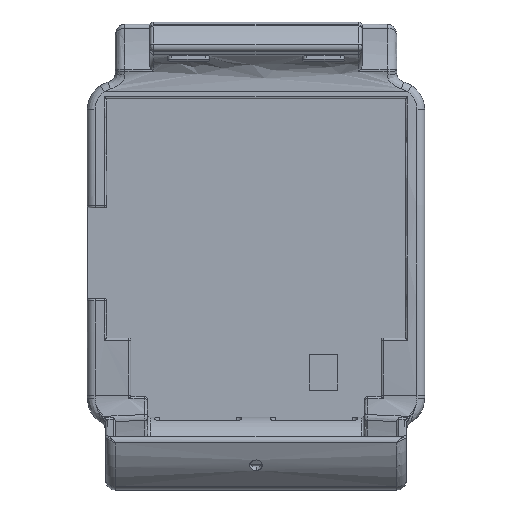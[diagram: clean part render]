
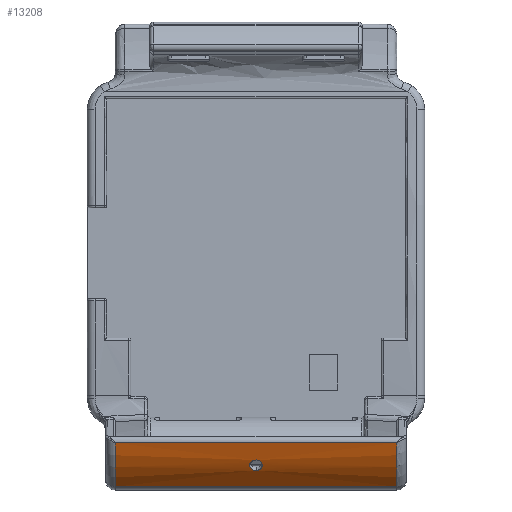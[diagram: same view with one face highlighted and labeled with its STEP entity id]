
A CAD part, front view. The second image highlights one B-rep face of the part: STEP entity #13208.
In plain terms, the highlighted cylindrical face has radius 10 mm (diameter 20 mm), a partial arc.
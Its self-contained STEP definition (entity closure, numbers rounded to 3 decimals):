
#242 = EDGE_LOOP ( 'NONE', ( #3110, #3688 ) ) ;
#334 = CARTESIAN_POINT ( 'NONE',  ( 0.4, -3.884, -23.426 ) ) ;
#599 = DIRECTION ( 'NONE',  ( 0., 0., 1. ) ) ;
#1275 = VECTOR ( 'NONE', #6107, 1000. ) ;
#1399 = CARTESIAN_POINT ( 'NONE',  ( 0.65, -4.087, -23.142 ) ) ;
#1770 = EDGE_CURVE ( 'NONE', #11252, #7875, #9417, .T. ) ;
#1793 = B_SPLINE_CURVE_WITH_KNOTS ( 'NONE', 3,
 ( #2423, #11968, #13035, #6682, #334, #7750, #1399, #8818, #2469, #9891, #3536, #10939, #4613, #12016, #5667, #13079 ),
 .UNSPECIFIED., .F., .F.,
 ( 4, 2, 2, 2, 2, 2, 2, 4 ),
 ( 0., 0., 0.001, 0.001, 0.001, 0.002, 0.002, 0.002 ),
 .UNSPECIFIED. ) ;
#1913 = CARTESIAN_POINT ( 'NONE',  ( -0.339, -4.486, -22.507 ) ) ;
#2074 = CYLINDRICAL_SURFACE ( 'NONE', #7921, 10. ) ;
#2226 = VERTEX_POINT ( 'NONE', #13414 ) ;
#2423 = CARTESIAN_POINT ( 'NONE',  ( 0., -3.805, -23.531 ) ) ;
#2469 = CARTESIAN_POINT ( 'NONE',  ( 0.633, -4.273, -22.858 ) ) ;
#2718 = FACE_OUTER_BOUND ( 'NONE', #6886, .T. ) ;
#2976 = CARTESIAN_POINT ( 'NONE',  ( -0.568, -4.357, -22.723 ) ) ;
#3110 = ORIENTED_EDGE ( 'NONE', *, *, #3810, .F. ) ;
#3275 = CARTESIAN_POINT ( 'NONE',  ( 14.6, -2.183, -25.22 ) ) ;
#3536 = CARTESIAN_POINT ( 'NONE',  ( 0.52, -4.394, -22.663 ) ) ;
#3688 = ORIENTED_EDGE ( 'NONE', *, *, #8560, .F. ) ;
#3810 = EDGE_CURVE ( 'NONE', #2226, #11094, #1793, .T. ) ;
#4061 = CARTESIAN_POINT ( 'NONE',  ( -0.65, -4.228, -22.928 ) ) ;
#4518 = CARTESIAN_POINT ( 'NONE',  ( -14.6, -5.313, -20.675 ) ) ;
#4613 = CARTESIAN_POINT ( 'NONE',  ( 0.327, -4.48, -22.517 ) ) ;
#4737 = CARTESIAN_POINT ( 'NONE',  ( 0., -4.521, -22.446 ) ) ;
#4763 = AXIS2_PLACEMENT_3D ( 'NONE', #12105, #5756, #13176 ) ;
#4984 = ORIENTED_EDGE ( 'NONE', *, *, #9786, .T. ) ;
#5018 = DIRECTION ( 'NONE',  ( 0., 0., 1. ) ) ;
#5058 = CARTESIAN_POINT ( 'NONE',  ( -0.17, -4.521, -22.446 ) ) ;
#5103 = CARTESIAN_POINT ( 'NONE',  ( -0.58, -3.99, -23.28 ) ) ;
#5597 = EDGE_CURVE ( 'NONE', #8574, #6946, #10882, .T. ) ;
#5667 = CARTESIAN_POINT ( 'NONE',  ( 0.085, -4.521, -22.446 ) ) ;
#5756 = DIRECTION ( 'NONE',  ( -1., 0., 0. ) ) ;
#6107 = DIRECTION ( 'NONE',  ( -1., 0., 0. ) ) ;
#6130 = CARTESIAN_POINT ( 'NONE',  ( -14.6, -2.183, -25.22 ) ) ;
#6181 = CARTESIAN_POINT ( 'NONE',  ( -0.172, -3.805, -23.531 ) ) ;
#6307 = CARTESIAN_POINT ( 'NONE',  ( 14.6, -5.313, -20.675 ) ) ;
#6682 = CARTESIAN_POINT ( 'NONE',  ( 0.328, -3.855, -23.465 ) ) ;
#6886 = EDGE_LOOP ( 'NONE', ( #10114, #13251, #8952, #4984 ) ) ;
#6946 = VERTEX_POINT ( 'NONE', #3275 ) ;
#6952 = DIRECTION ( 'NONE',  ( 1., 0., 0. ) ) ;
#7025 = CIRCLE ( 'NONE', #8310, 10. ) ;
#7155 = CARTESIAN_POINT ( 'NONE',  ( 17.5, 4.168, -17.496 ) ) ;
#7750 = CARTESIAN_POINT ( 'NONE',  ( 0.58, -3.99, -23.281 ) ) ;
#7875 = VERTEX_POINT ( 'NONE', #4518 ) ;
#7921 = AXIS2_PLACEMENT_3D ( 'NONE', #7155, #13511, #5018 ) ;
#8056 = VECTOR ( 'NONE', #12613, 1000. ) ;
#8310 = AXIS2_PLACEMENT_3D ( 'NONE', #13299, #6952, #599 ) ;
#8560 = EDGE_CURVE ( 'NONE', #11094, #2226, #11957, .T. ) ;
#8574 = VERTEX_POINT ( 'NONE', #6130 ) ;
#8818 = CARTESIAN_POINT ( 'NONE',  ( 0.65, -4.227, -22.929 ) ) ;
#8952 = ORIENTED_EDGE ( 'NONE', *, *, #1770, .T. ) ;
#9326 = CARTESIAN_POINT ( 'NONE',  ( -0.519, -4.394, -22.662 ) ) ;
#9417 = LINE ( 'NONE', #12455, #1275 ) ;
#9684 = EDGE_CURVE ( 'NONE', #6946, #11252, #10842, .T. ) ;
#9786 = EDGE_CURVE ( 'NONE', #7875, #8574, #7025, .T. ) ;
#9891 = CARTESIAN_POINT ( 'NONE',  ( 0.568, -4.357, -22.724 ) ) ;
#10114 = ORIENTED_EDGE ( 'NONE', *, *, #5597, .T. ) ;
#10394 = CARTESIAN_POINT ( 'NONE',  ( -0.633, -4.274, -22.857 ) ) ;
#10513 = FACE_BOUND ( 'NONE', #242, .T. ) ;
#10842 = CIRCLE ( 'NONE', #4763, 10. ) ;
#10882 = LINE ( 'NONE', #12561, #8056 ) ;
#10939 = CARTESIAN_POINT ( 'NONE',  ( 0.399, -4.456, -22.558 ) ) ;
#11094 = VERTEX_POINT ( 'NONE', #4737 ) ;
#11252 = VERTEX_POINT ( 'NONE', #6307 ) ;
#11458 = CARTESIAN_POINT ( 'NONE',  ( -0.65, -4.087, -23.143 ) ) ;
#11957 = B_SPLINE_CURVE_WITH_KNOTS ( 'NONE', 3,
 ( #12471, #5058, #1913, #9326, #2976, #10394, #4061, #11458, #5103, #12522, #6181, #13607 ),
 .UNSPECIFIED., .F., .F.,
 ( 4, 2, 2, 2, 2, 4 ),
 ( 0.002, 0.003, 0.003, 0.003, 0.004, 0.004 ),
 .UNSPECIFIED. ) ;
#11968 = CARTESIAN_POINT ( 'NONE',  ( 0.086, -3.805, -23.531 ) ) ;
#12016 = CARTESIAN_POINT ( 'NONE',  ( 0.17, -4.513, -22.46 ) ) ;
#12105 = CARTESIAN_POINT ( 'NONE',  ( 14.6, 4.168, -17.496 ) ) ;
#12455 = CARTESIAN_POINT ( 'NONE',  ( 17.5, -5.313, -20.675 ) ) ;
#12471 = CARTESIAN_POINT ( 'NONE',  ( 0., -4.521, -22.446 ) ) ;
#12522 = CARTESIAN_POINT ( 'NONE',  ( -0.34, -3.849, -23.475 ) ) ;
#12561 = CARTESIAN_POINT ( 'NONE',  ( 17.5, -2.183, -25.22 ) ) ;
#12613 = DIRECTION ( 'NONE',  ( 1., 0., 0. ) ) ;
#13035 = CARTESIAN_POINT ( 'NONE',  ( 0.17, -3.816, -23.518 ) ) ;
#13079 = CARTESIAN_POINT ( 'NONE',  ( 0., -4.521, -22.446 ) ) ;
#13176 = DIRECTION ( 'NONE',  ( 0., 0., -1. ) ) ;
#13208 = ADVANCED_FACE ( 'NONE', ( #2718, #10513 ), #2074, .T. ) ;
#13251 = ORIENTED_EDGE ( 'NONE', *, *, #9684, .T. ) ;
#13299 = CARTESIAN_POINT ( 'NONE',  ( -14.6, 4.168, -17.496 ) ) ;
#13414 = CARTESIAN_POINT ( 'NONE',  ( 0., -3.805, -23.531 ) ) ;
#13511 = DIRECTION ( 'NONE',  ( -1., 0., 0. ) ) ;
#13607 = CARTESIAN_POINT ( 'NONE',  ( 0., -3.805, -23.531 ) ) ;
